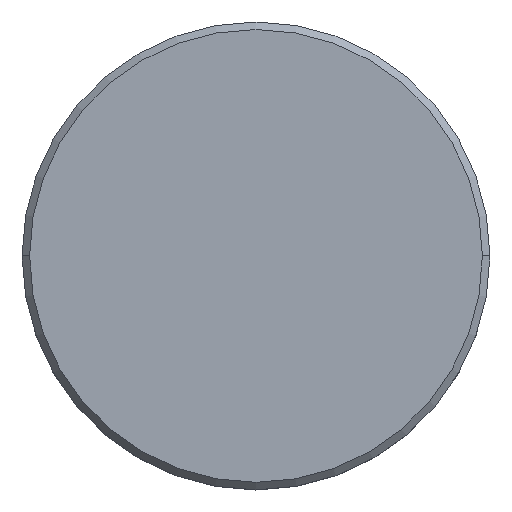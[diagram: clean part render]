
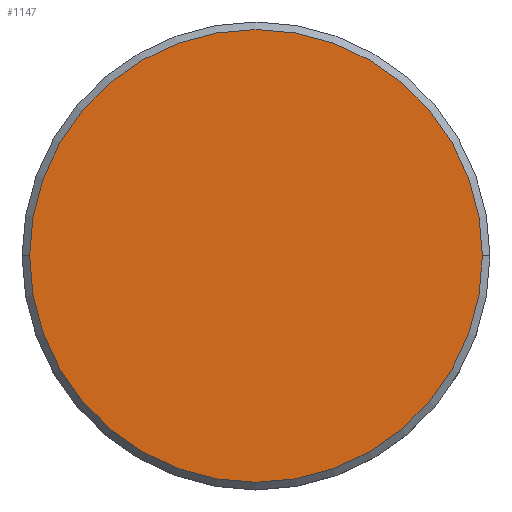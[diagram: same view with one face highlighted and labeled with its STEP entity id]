
A CAD part, top view. The second image highlights one B-rep face of the part: STEP entity #1147.
In plain terms, the highlighted planar face has unit normal (0, 0, 1).
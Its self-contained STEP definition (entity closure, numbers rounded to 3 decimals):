
#94 = CARTESIAN_POINT ( 'NONE',  ( 0., 0., 0. ) ) ;
#154 = AXIS2_PLACEMENT_3D ( 'NONE', #259, #554, #707 ) ;
#162 = CARTESIAN_POINT ( 'NONE',  ( 15., 0., 0. ) ) ;
#184 = DIRECTION ( 'NONE',  ( 0., 0., 1. ) ) ;
#213 = CIRCLE ( 'NONE', #558, 15. ) ;
#214 = CARTESIAN_POINT ( 'NONE',  ( 0., 0., 0. ) ) ;
#233 = CIRCLE ( 'NONE', #761, 15. ) ;
#259 = CARTESIAN_POINT ( 'NONE',  ( 0., 0., 0. ) ) ;
#332 = EDGE_LOOP ( 'NONE', ( #938, #582 ) ) ;
#356 = FACE_OUTER_BOUND ( 'NONE', #332, .T. ) ;
#414 = CARTESIAN_POINT ( 'NONE',  ( -15., 0., 0. ) ) ;
#554 = DIRECTION ( 'NONE',  ( 0., 0., 1. ) ) ;
#558 = AXIS2_PLACEMENT_3D ( 'NONE', #94, #184, #1179 ) ;
#582 = ORIENTED_EDGE ( 'NONE', *, *, #867, .T. ) ;
#707 = DIRECTION ( 'NONE',  ( 1., 0., 0. ) ) ;
#761 = AXIS2_PLACEMENT_3D ( 'NONE', #214, #1130, #1028 ) ;
#867 = EDGE_CURVE ( 'NONE', #1156, #1003, #233, .T. ) ;
#899 = PLANE ( 'NONE',  #154 ) ;
#938 = ORIENTED_EDGE ( 'NONE', *, *, #1110, .T. ) ;
#1003 = VERTEX_POINT ( 'NONE', #414 ) ;
#1028 = DIRECTION ( 'NONE',  ( 1., 0., 0. ) ) ;
#1110 = EDGE_CURVE ( 'NONE', #1003, #1156, #213, .T. ) ;
#1130 = DIRECTION ( 'NONE',  ( 0., 0., 1. ) ) ;
#1147 = ADVANCED_FACE ( 'NONE', ( #356 ), #899, .T. ) ;
#1156 = VERTEX_POINT ( 'NONE', #162 ) ;
#1179 = DIRECTION ( 'NONE',  ( 1., 0., 0. ) ) ;
